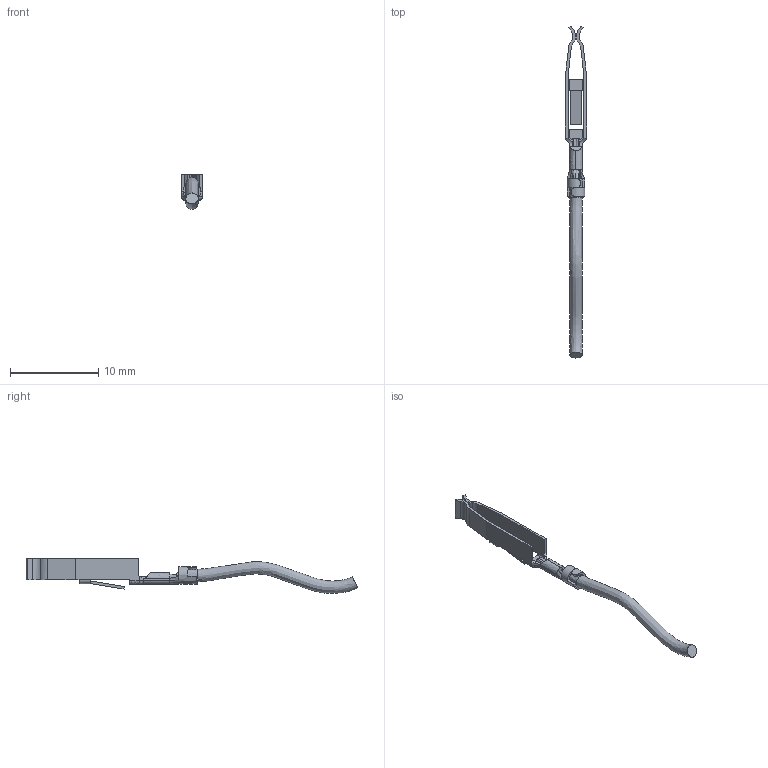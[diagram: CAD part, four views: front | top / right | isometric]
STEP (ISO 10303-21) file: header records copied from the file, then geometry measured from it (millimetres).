
FILE_DESCRIPTION((''),'2;1');
FILE_NAME( '0906_DIN_type_FC_crimp_contact_female.stp', '2008-10-14T13:36:37',('User'),('SDRC'),'I-DEAS Master Series 9','UNIX', 'Yes');
FILE_SCHEMA(('AUTOMOTIVE_DESIGN { 1 0 10303 214 1 1 1 1 }'));
Length unit declared in the file: millimetre
Products named in the file (1): 0906_DIN_type_FC_crimp_contact_female
Bounding box: 2.4 x 37.59 x 3.95 mm (x, y, z)
Volume: 62.2 mm3; surface area: 293.3 mm2
Topology: 1 solids, 1 shells, 128 faces, 350 edges, 219 vertices
Faces by surface type: bspline 128
Entity records: 4346 total; most frequent: CARTESIAN_POINT 2210, ORIENTED_EDGE 700, EDGE_CURVE 350, VERTEX_POINT 219, B_SPLINE_CURVE_WITH_KNOTS 202, EDGE_LOOP 129, FACE_OUTER_BOUND 128, ADVANCED_FACE 128
